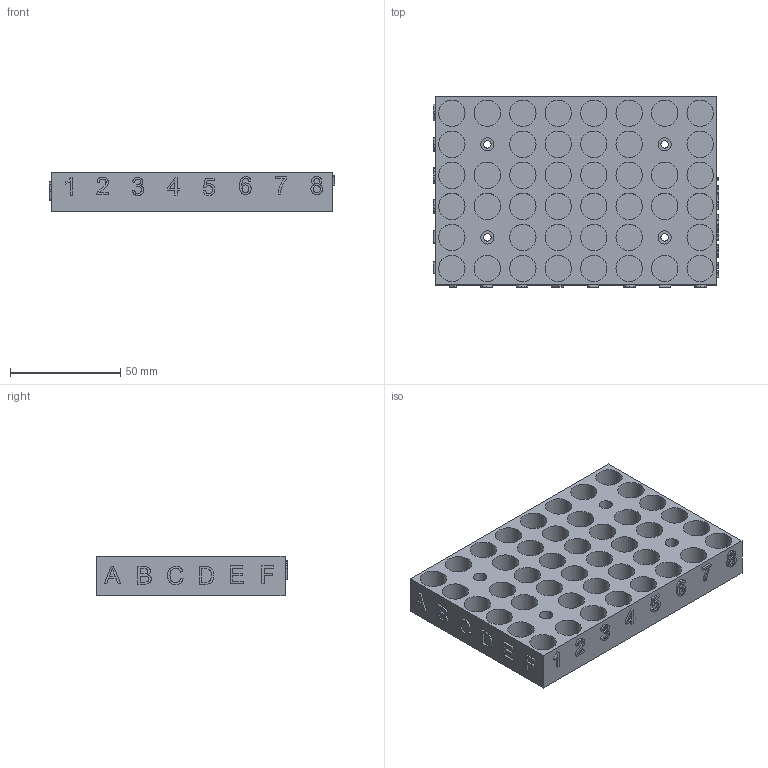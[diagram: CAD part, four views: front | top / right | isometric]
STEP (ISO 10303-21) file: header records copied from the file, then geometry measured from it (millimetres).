
FILE_DESCRIPTION(/* description */ (''),/* implementation_level */ '2;1');
FILE_NAME(/* name */ '48_vial_plate v2.step',/* time_stamp */ '2025-06-04T13:54:16-07:00',/* author */ (''),/* organization */ (''),/* preprocessor_version */ 'ST-DEVELOPER v20.1',/* originating_system */ 'Autodesk Translation Framework v14.10.0.0',/* authorisation */ '');
FILE_SCHEMA (('AUTOMOTIVE_DESIGN { 1 0 10303 214 3 1 1 }'));
Length unit declared in the file: millimetre
Products named in the file (1): 48_vial_plate
Bounding box: 129.76 x 86.48 x 18 mm (x, y, z)
Volume: 131151.9 mm3; surface area: 52702.7 mm2
Topology: 1 solids, 1 shells, 617 faces, 1575 edges, 1050 vertices
Faces by surface type: bspline 286, plane 279, cylinder 52
Full cylindrical faces by diameter (mm): 3.4 x4, 6 x4, 12 x44
Entity records: 21262 total; most frequent: CARTESIAN_POINT 8105, ORIENTED_EDGE 3150, DIRECTION 1771, EDGE_CURVE 1575, VERTEX_POINT 1050, LINE 899, VECTOR 899, EDGE_LOOP 715
